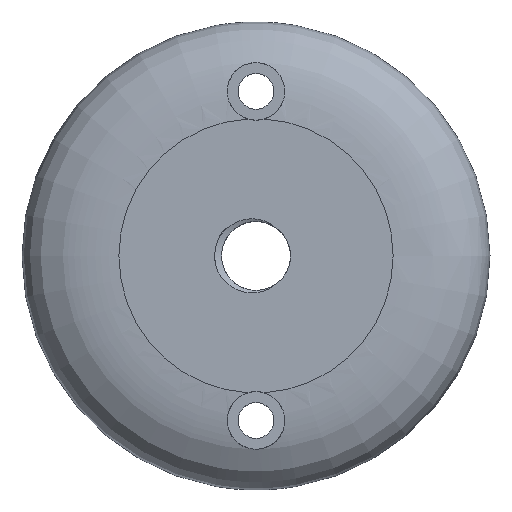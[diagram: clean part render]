
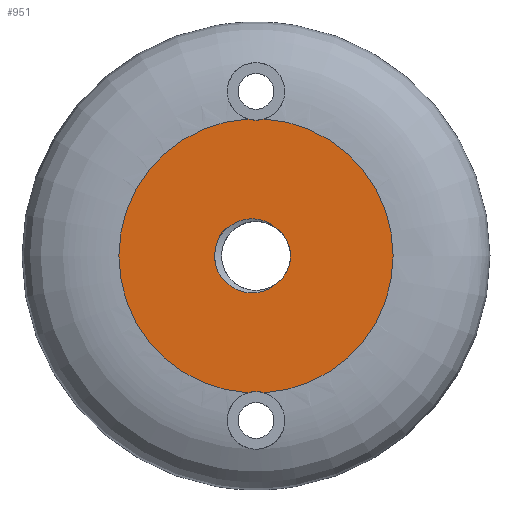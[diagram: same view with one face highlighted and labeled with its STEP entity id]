
A CAD part, top view. The second image highlights one B-rep face of the part: STEP entity #951.
In plain terms, the highlighted planar face has unit normal (0, 0, 1).
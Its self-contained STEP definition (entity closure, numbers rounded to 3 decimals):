
#626 = EDGE_CURVE('',#627,#629,#631,.T.);
#627 = VERTEX_POINT('',#628);
#628 = CARTESIAN_POINT('',(0.584,9.983,14.45));
#629 = VERTEX_POINT('',#630);
#630 = CARTESIAN_POINT('',(10.,0.,14.45));
#631 = CIRCLE('',#632,10.);
#632 = AXIS2_PLACEMENT_3D('',#633,#634,#635);
#633 = CARTESIAN_POINT('',(0.,0.,14.45));
#634 = DIRECTION('',(0.,0.,-1.));
#635 = DIRECTION('',(1.,0.,0.));
#645 = EDGE_CURVE('',#629,#646,#648,.T.);
#646 = VERTEX_POINT('',#647);
#647 = CARTESIAN_POINT('',(0.584,-9.983,14.45));
#648 = CIRCLE('',#649,10.);
#649 = AXIS2_PLACEMENT_3D('',#650,#651,#652);
#650 = CARTESIAN_POINT('',(0.,0.,14.45));
#651 = DIRECTION('',(0.,0.,-1.));
#652 = DIRECTION('',(1.,0.,0.));
#682 = VERTEX_POINT('',#683);
#683 = CARTESIAN_POINT('',(-0.584,-9.983,14.45));
#758 = EDGE_CURVE('',#682,#759,#761,.T.);
#759 = VERTEX_POINT('',#760);
#760 = CARTESIAN_POINT('',(-0.584,9.983,14.45));
#761 = CIRCLE('',#762,10.);
#762 = AXIS2_PLACEMENT_3D('',#763,#764,#765);
#763 = CARTESIAN_POINT('',(0.,0.,14.45));
#764 = DIRECTION('',(0.,0.,-1.));
#765 = DIRECTION('',(1.,0.,0.));
#951 = ADVANCED_FACE('',(#952,#971),#1073,.F.);
#952 = FACE_BOUND('',#953,.T.);
#953 = EDGE_LOOP('',(#954,#955,#956,#963,#964));
#954 = ORIENTED_EDGE('',*,*,#645,.F.);
#955 = ORIENTED_EDGE('',*,*,#626,.F.);
#956 = ORIENTED_EDGE('',*,*,#957,.F.);
#957 = EDGE_CURVE('',#759,#627,#958,.T.);
#958 = CIRCLE('',#959,2.1);
#959 = AXIS2_PLACEMENT_3D('',#960,#961,#962);
#960 = CARTESIAN_POINT('',(0.,12.,14.45));
#961 = DIRECTION('',(0.,0.,1.));
#962 = DIRECTION('',(-1.,0.,0.));
#963 = ORIENTED_EDGE('',*,*,#758,.F.);
#964 = ORIENTED_EDGE('',*,*,#965,.F.);
#965 = EDGE_CURVE('',#646,#682,#966,.T.);
#966 = CIRCLE('',#967,2.1);
#967 = AXIS2_PLACEMENT_3D('',#968,#969,#970);
#968 = CARTESIAN_POINT('',(0.,-12.,14.45));
#969 = DIRECTION('',(-0.,0.,1.));
#970 = DIRECTION('',(1.,0.,0.));
#971 = FACE_BOUND('',#972,.T.);
#972 = EDGE_LOOP('',(#973,#984,#993,#1020,#1048));
#973 = ORIENTED_EDGE('',*,*,#974,.F.);
#974 = EDGE_CURVE('',#975,#977,#979,.T.);
#975 = VERTEX_POINT('',#976);
#976 = CARTESIAN_POINT('',(2.513,0.,14.45));
#977 = VERTEX_POINT('',#978);
#978 = CARTESIAN_POINT('',(1.492,2.022,14.45));
#979 = CIRCLE('',#980,2.513);
#980 = AXIS2_PLACEMENT_3D('',#981,#982,#983);
#981 = CARTESIAN_POINT('',(0.,0.,14.45));
#982 = DIRECTION('',(-0.,0.,1.));
#983 = DIRECTION('',(1.,0.,0.));
#984 = ORIENTED_EDGE('',*,*,#985,.F.);
#985 = EDGE_CURVE('',#986,#975,#988,.T.);
#986 = VERTEX_POINT('',#987);
#987 = CARTESIAN_POINT('',(1.492,-2.022,14.45));
#988 = CIRCLE('',#989,2.513);
#989 = AXIS2_PLACEMENT_3D('',#990,#991,#992);
#990 = CARTESIAN_POINT('',(0.,0.,14.45));
#991 = DIRECTION('',(-0.,0.,1.));
#992 = DIRECTION('',(1.,0.,0.));
#993 = ORIENTED_EDGE('',*,*,#994,.F.);
#994 = EDGE_CURVE('',#995,#986,#997,.T.);
#995 = VERTEX_POINT('',#996);
#996 = CARTESIAN_POINT('',(-2.784,-1.153,14.45));
#997 = B_SPLINE_CURVE_WITH_KNOTS('',6,(#998,#999,#1000,#1001,#1002,#1003
    ,#1004,#1005,#1006,#1007,#1008,#1009,#1010,#1011,#1012,#1013,#1014,
    #1015,#1016,#1017,#1018,#1019),.UNSPECIFIED.,.F.,.F.,(7,5,5,5,7),(0.
    ,0.291,0.551,0.786,1.),.UNSPECIFIED.);
#998 = CARTESIAN_POINT('',(-2.784,-1.153,14.45));
#999 = CARTESIAN_POINT('',(-2.66,-1.388,14.45));
#1000 = CARTESIAN_POINT('',(-2.512,-1.61,14.45));
#1001 = CARTESIAN_POINT('',(-2.34,-1.814,14.45));
#1002 = CARTESIAN_POINT('',(-2.148,-1.999,14.45));
#1003 = CARTESIAN_POINT('',(-1.937,-2.161,14.45));
#1004 = CARTESIAN_POINT('',(-1.509,-2.42,14.45));
#1005 = CARTESIAN_POINT('',(-1.295,-2.522,14.45));
#1006 = CARTESIAN_POINT('',(-1.072,-2.602,14.45));
#1007 = CARTESIAN_POINT('',(-0.842,-2.659,14.45));
#1008 = CARTESIAN_POINT('',(-0.608,-2.692,14.45));
#1009 = CARTESIAN_POINT('',(-0.162,-2.708,14.45));
#1010 = CARTESIAN_POINT('',(0.05,-2.696,14.45));
#1011 = CARTESIAN_POINT('',(0.26,-2.664,14.45));
#1012 = CARTESIAN_POINT('',(0.466,-2.612,14.45));
#1013 = CARTESIAN_POINT('',(0.665,-2.541,14.45));
#1014 = CARTESIAN_POINT('',(1.028,-2.369,14.45));
#1015 = CARTESIAN_POINT('',(1.194,-2.272,14.45));
#1016 = CARTESIAN_POINT('',(1.351,-2.16,14.45));
#1017 = CARTESIAN_POINT('',(1.496,-2.034,14.45));
#1018 = CARTESIAN_POINT('',(1.629,-1.896,14.45));
#1019 = CARTESIAN_POINT('',(1.748,-1.748,14.45));
#1020 = ORIENTED_EDGE('',*,*,#1021,.F.);
#1021 = EDGE_CURVE('',#1022,#995,#1024,.T.);
#1022 = VERTEX_POINT('',#1023);
#1023 = CARTESIAN_POINT('',(-2.784,1.153,14.45));
#1024 = B_SPLINE_CURVE_WITH_KNOTS('',4,(#1025,#1026,#1027,#1028,#1029,
    #1030,#1031,#1032,#1033,#1034,#1035,#1036,#1037,#1038,#1039,#1040,
    #1041,#1042,#1043,#1044,#1045,#1046,#1047),.UNSPECIFIED.,.F.,.F.,(5,
    3,3,3,3,3,3,5),(0.,0.233,0.465,0.697,
    0.929,0.945,0.963,1.),.UNSPECIFIED.);
#1025 = CARTESIAN_POINT('',(-2.784,1.153,14.45));
#1026 = CARTESIAN_POINT('',(-2.836,1.026,14.45));
#1027 = CARTESIAN_POINT('',(-2.881,0.895,14.45));
#1028 = CARTESIAN_POINT('',(-2.918,0.762,14.45));
#1029 = CARTESIAN_POINT('',(-2.976,0.493,14.45));
#1030 = CARTESIAN_POINT('',(-2.996,0.357,14.45));
#1031 = CARTESIAN_POINT('',(-3.008,0.22,14.45));
#1032 = CARTESIAN_POINT('',(-3.016,-0.054,14.45));
#1033 = CARTESIAN_POINT('',(-3.011,-0.192,14.45));
#1034 = CARTESIAN_POINT('',(-2.998,-0.329,14.45));
#1035 = CARTESIAN_POINT('',(-2.956,-0.6,14.45));
#1036 = CARTESIAN_POINT('',(-2.926,-0.734,14.45));
#1037 = CARTESIAN_POINT('',(-2.889,-0.867,14.45));
#1038 = CARTESIAN_POINT('',(-2.84,-1.005,14.45));
#1039 = CARTESIAN_POINT('',(-2.837,-1.014,14.45));
#1040 = CARTESIAN_POINT('',(-2.834,-1.023,14.45));
#1041 = CARTESIAN_POINT('',(-2.827,-1.042,14.45));
#1042 = CARTESIAN_POINT('',(-2.824,-1.052,14.45));
#1043 = CARTESIAN_POINT('',(-2.82,-1.062,14.45));
#1044 = CARTESIAN_POINT('',(-2.808,-1.092,14.45));
#1045 = CARTESIAN_POINT('',(-2.8,-1.112,14.45));
#1046 = CARTESIAN_POINT('',(-2.792,-1.133,14.45));
#1047 = CARTESIAN_POINT('',(-2.784,-1.153,14.45));
#1048 = ORIENTED_EDGE('',*,*,#1049,.F.);
#1049 = EDGE_CURVE('',#977,#1022,#1050,.T.);
#1050 = B_SPLINE_CURVE_WITH_KNOTS('',6,(#1051,#1052,#1053,#1054,#1055,
    #1056,#1057,#1058,#1059,#1060,#1061,#1062,#1063,#1064,#1065,#1066,
    #1067,#1068,#1069,#1070,#1071,#1072),.UNSPECIFIED.,.F.,.F.,(7,5,5,5,
    7),(0.,0.214,0.449,0.709,1.),
  .UNSPECIFIED.);
#1051 = CARTESIAN_POINT('',(1.748,1.748,14.45));
#1052 = CARTESIAN_POINT('',(1.629,1.896,14.45));
#1053 = CARTESIAN_POINT('',(1.496,2.034,14.45));
#1054 = CARTESIAN_POINT('',(1.351,2.16,14.45));
#1055 = CARTESIAN_POINT('',(1.194,2.272,14.45));
#1056 = CARTESIAN_POINT('',(1.029,2.369,14.45));
#1057 = CARTESIAN_POINT('',(0.665,2.541,14.45));
#1058 = CARTESIAN_POINT('',(0.466,2.612,14.45));
#1059 = CARTESIAN_POINT('',(0.26,2.664,14.45));
#1060 = CARTESIAN_POINT('',(0.05,2.696,14.45));
#1061 = CARTESIAN_POINT('',(-0.162,2.708,14.45));
#1062 = CARTESIAN_POINT('',(-0.608,2.692,14.45));
#1063 = CARTESIAN_POINT('',(-0.842,2.659,14.45));
#1064 = CARTESIAN_POINT('',(-1.072,2.602,14.45));
#1065 = CARTESIAN_POINT('',(-1.295,2.522,14.45));
#1066 = CARTESIAN_POINT('',(-1.509,2.42,14.45));
#1067 = CARTESIAN_POINT('',(-1.937,2.161,14.45));
#1068 = CARTESIAN_POINT('',(-2.148,1.999,14.45));
#1069 = CARTESIAN_POINT('',(-2.34,1.814,14.45));
#1070 = CARTESIAN_POINT('',(-2.512,1.61,14.45));
#1071 = CARTESIAN_POINT('',(-2.66,1.388,14.45));
#1072 = CARTESIAN_POINT('',(-2.784,1.153,14.45));
#1073 = PLANE('',#1074);
#1074 = AXIS2_PLACEMENT_3D('',#1075,#1076,#1077);
#1075 = CARTESIAN_POINT('',(0.,0.,14.45));
#1076 = DIRECTION('',(-0.,0.,-1.));
#1077 = DIRECTION('',(1.,0.,0.));
